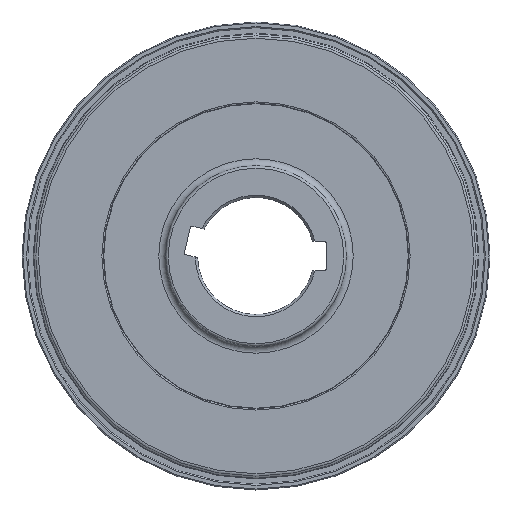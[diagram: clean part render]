
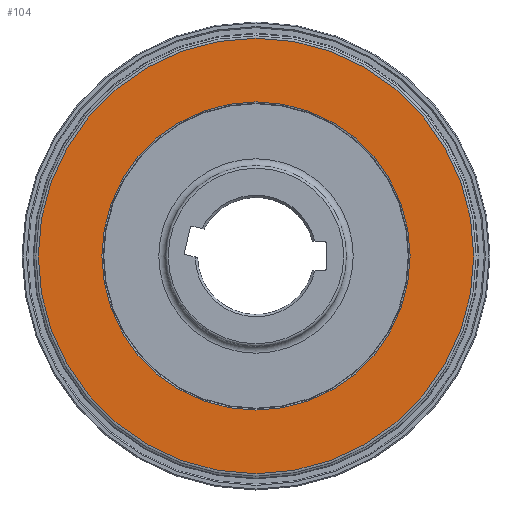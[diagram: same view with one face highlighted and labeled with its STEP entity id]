
A CAD part, top view. The second image highlights one B-rep face of the part: STEP entity #104.
In plain terms, the highlighted planar face has unit normal (0, 0, 1).
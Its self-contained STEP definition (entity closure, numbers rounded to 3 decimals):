
#104=ADVANCED_FACE('',(#229,#230),#154,.F.);
#154=PLANE('',#805);
#229=FACE_BOUND('',#303,.T.);
#230=FACE_BOUND('',#304,.T.);
#303=EDGE_LOOP('',(#415));
#304=EDGE_LOOP('',(#416));
#415=ORIENTED_EDGE('',*,*,#647,.F.);
#416=ORIENTED_EDGE('',*,*,#648,.T.);
#579=VERTEX_POINT('',#1196);
#580=VERTEX_POINT('',#1199);
#647=EDGE_CURVE('',#579,#579,#719,.T.);
#648=EDGE_CURVE('',#580,#580,#720,.T.);
#719=CIRCLE('',#802,66.914);
#720=CIRCLE('',#804,94.564);
#802=AXIS2_PLACEMENT_3D('',#1195,#950,#951);
#804=AXIS2_PLACEMENT_3D('',#1198,#954,#955);
#805=AXIS2_PLACEMENT_3D('',#1200,#956,#957);
#950=DIRECTION('',(0.,0.,1.));
#951=DIRECTION('',(1.,0.,0.));
#954=DIRECTION('',(0.,0.,1.));
#955=DIRECTION('',(1.,0.,0.));
#956=DIRECTION('',(0.,0.,-1.));
#957=DIRECTION('',(1.,0.,0.));
#1195=CARTESIAN_POINT('',(0.,0.,-3.41));
#1196=CARTESIAN_POINT('',(66.914,0.,-3.41));
#1198=CARTESIAN_POINT('',(0.,0.,-3.41));
#1199=CARTESIAN_POINT('',(94.564,0.,-3.41));
#1200=CARTESIAN_POINT('',(0.,-94.564,-3.41));
